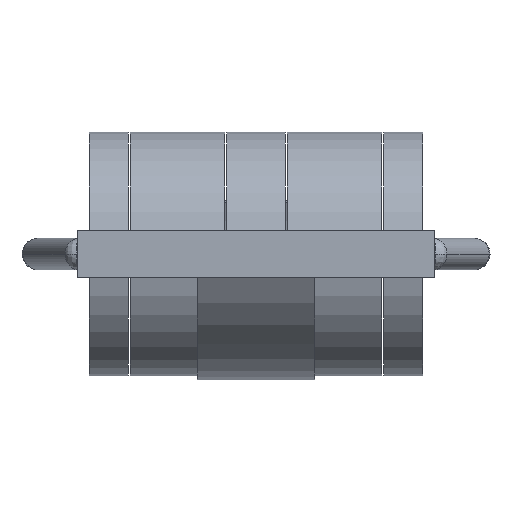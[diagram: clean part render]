
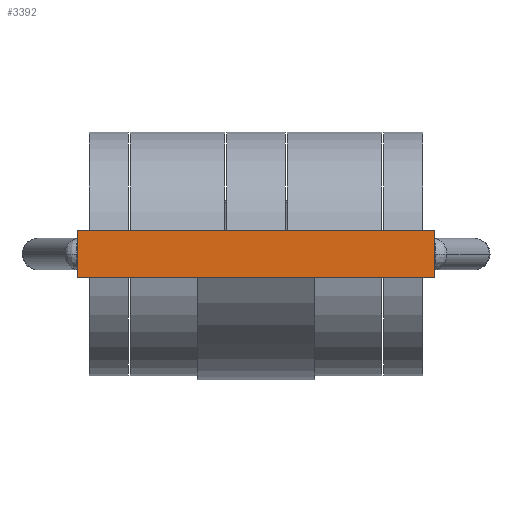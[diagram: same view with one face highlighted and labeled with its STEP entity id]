
A CAD part, front view. The second image highlights one B-rep face of the part: STEP entity #3392.
In plain terms, the highlighted planar face has unit normal (0, -1, 0).
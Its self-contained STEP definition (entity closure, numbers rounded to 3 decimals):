
#902=DIRECTION('',(1.,0.,0.));
#903=VECTOR('',#902,9.1);
#904=CARTESIAN_POINT('',(-4.55,-4.5,-0.6));
#905=LINE('',#904,#903);
#906=DIRECTION('',(0.,0.,-1.));
#907=VECTOR('',#906,1.2);
#908=CARTESIAN_POINT('',(-4.55,-4.5,0.6));
#909=LINE('',#908,#907);
#910=DIRECTION('',(-1.,0.,0.));
#911=VECTOR('',#910,9.1);
#912=CARTESIAN_POINT('',(4.55,-4.5,0.6));
#913=LINE('',#912,#911);
#914=DIRECTION('',(0.,0.,1.));
#915=VECTOR('',#914,1.2);
#916=CARTESIAN_POINT('',(4.55,-4.5,-0.6));
#917=LINE('',#916,#915);
#1765=CARTESIAN_POINT('',(-4.55,-4.5,-0.6));
#1766=CARTESIAN_POINT('',(4.55,-4.5,-0.6));
#1767=VERTEX_POINT('',#1765);
#1768=VERTEX_POINT('',#1766);
#1769=CARTESIAN_POINT('',(4.55,-4.5,0.6));
#1770=VERTEX_POINT('',#1769);
#1771=CARTESIAN_POINT('',(-4.55,-4.5,0.6));
#1772=VERTEX_POINT('',#1771);
#3379=CARTESIAN_POINT('',(-1.5,-4.5,0.375));
#3380=DIRECTION('',(0.,-1.,0.));
#3381=DIRECTION('',(0.,0.,-1.));
#3382=AXIS2_PLACEMENT_3D('',#3379,#3380,#3381);
#3383=PLANE('',#3382);
#3384=ORIENTED_EDGE('',*,*,#3214,.F.);
#3386=ORIENTED_EDGE('',*,*,#3385,.F.);
#3388=ORIENTED_EDGE('',*,*,#3387,.F.);
#3389=ORIENTED_EDGE('',*,*,#3369,.F.);
#3390=EDGE_LOOP('',(#3384,#3386,#3388,#3389));
#3391=FACE_OUTER_BOUND('',#3390,.F.);
#3214=EDGE_CURVE('',#1767,#1768,#905,.T.);
#3369=EDGE_CURVE('',#1768,#1770,#917,.T.);
#3385=EDGE_CURVE('',#1772,#1767,#909,.T.);
#3387=EDGE_CURVE('',#1770,#1772,#913,.T.);
#3392=ADVANCED_FACE('',(#3391),#3383,.T.);
